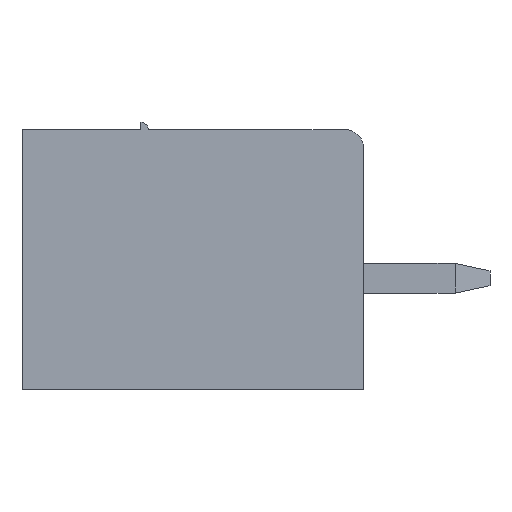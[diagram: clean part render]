
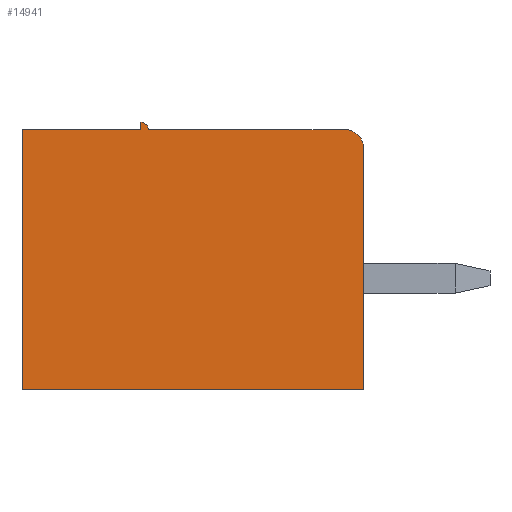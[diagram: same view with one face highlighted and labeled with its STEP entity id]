
A CAD part, left-side view. The second image highlights one B-rep face of the part: STEP entity #14941.
In plain terms, the highlighted planar face has unit normal (-1, 0, 0).
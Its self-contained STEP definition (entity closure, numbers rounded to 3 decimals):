
#229 = VERTEX_POINT ( 'NONE', #14095 ) ;
#1930 = CARTESIAN_POINT ( 'NONE',  ( 0., 0.5, 6.5 ) ) ;
#3963 = ORIENTED_EDGE ( 'NONE', *, *, #31226, .T. ) ;
#5769 = VECTOR ( 'NONE', #27085, 1000. ) ;
#5988 = VERTEX_POINT ( 'NONE', #7358 ) ;
#6742 = CARTESIAN_POINT ( 'NONE',  ( 0., 9.2, 7. ) ) ;
#6868 = ORIENTED_EDGE ( 'NONE', *, *, #9856, .F. ) ;
#7286 = EDGE_LOOP ( 'NONE', ( #35395, #15189, #6868, #31109, #33641, #25927, #21739, #3963 ) ) ;
#7358 = CARTESIAN_POINT ( 'NONE',  ( 0., 9.2, 0. ) ) ;
#7941 = VECTOR ( 'NONE', #13449, 1000. ) ;
#8083 = CARTESIAN_POINT ( 'NONE',  ( 0., 6., 7. ) ) ;
#9391 = AXIS2_PLACEMENT_3D ( 'NONE', #17667, #33681, #20008 ) ;
#9856 = EDGE_CURVE ( 'NONE', #16145, #229, #28807, .T. ) ;
#9934 = EDGE_CURVE ( 'NONE', #5988, #27652, #10230, .T. ) ;
#10151 = DIRECTION ( 'NONE',  ( 0., -1., 0. ) ) ;
#10230 = LINE ( 'NONE', #18790, #30317 ) ;
#10408 = CARTESIAN_POINT ( 'NONE',  ( 0., 6., 7.2 ) ) ;
#10627 = VECTOR ( 'NONE', #30391, 1000. ) ;
#10655 = CARTESIAN_POINT ( 'NONE',  ( 0., 9.2, 7. ) ) ;
#11044 = EDGE_CURVE ( 'NONE', #27652, #25004, #27143, .T. ) ;
#12126 = PLANE ( 'NONE',  #9391 ) ;
#12821 = DIRECTION ( 'NONE',  ( -1., 0., 0. ) ) ;
#13155 = CIRCLE ( 'NONE', #22914, 0.2 ) ;
#13449 = DIRECTION ( 'NONE',  ( 0., -1., 0. ) ) ;
#14095 = CARTESIAN_POINT ( 'NONE',  ( 0., 0.5, 7. ) ) ;
#14941 = ADVANCED_FACE ( 'NONE', ( #22668 ), #12126, .F. ) ;
#15189 = ORIENTED_EDGE ( 'NONE', *, *, #32277, .T. ) ;
#15963 = LINE ( 'NONE', #29948, #19833 ) ;
#16128 = CARTESIAN_POINT ( 'NONE',  ( 0., 9.2, 0. ) ) ;
#16145 = VERTEX_POINT ( 'NONE', #28421 ) ;
#16227 = DIRECTION ( 'NONE',  ( 0., 0., -1. ) ) ;
#17667 = CARTESIAN_POINT ( 'NONE',  ( 0., 9.2, 7. ) ) ;
#18594 = VERTEX_POINT ( 'NONE', #10408 ) ;
#18787 = DIRECTION ( 'NONE',  ( 0., 0., 1. ) ) ;
#18790 = CARTESIAN_POINT ( 'NONE',  ( 0., 9.2, 7. ) ) ;
#19833 = VECTOR ( 'NONE', #18787, 1000. ) ;
#20008 = DIRECTION ( 'NONE',  ( 0., 0., -1. ) ) ;
#20264 = VERTEX_POINT ( 'NONE', #28727 ) ;
#21004 = AXIS2_PLACEMENT_3D ( 'NONE', #1930, #12821, #16227 ) ;
#21739 = ORIENTED_EDGE ( 'NONE', *, *, #9934, .F. ) ;
#22668 = FACE_OUTER_BOUND ( 'NONE', #7286, .T. ) ;
#22914 = AXIS2_PLACEMENT_3D ( 'NONE', #34231, #34577, #24032 ) ;
#23955 = CIRCLE ( 'NONE', #21004, 0.5 ) ;
#24032 = DIRECTION ( 'NONE',  ( 0., 0., 1. ) ) ;
#25004 = VERTEX_POINT ( 'NONE', #8083 ) ;
#25477 = CARTESIAN_POINT ( 'NONE',  ( 0., 0., 0. ) ) ;
#25927 = ORIENTED_EDGE ( 'NONE', *, *, #11044, .F. ) ;
#26866 = EDGE_CURVE ( 'NONE', #18594, #25004, #35263, .T. ) ;
#27085 = DIRECTION ( 'NONE',  ( 0., -1., 0. ) ) ;
#27143 = LINE ( 'NONE', #29659, #7941 ) ;
#27652 = VERTEX_POINT ( 'NONE', #10655 ) ;
#28421 = CARTESIAN_POINT ( 'NONE',  ( 0., 5.8, 7. ) ) ;
#28727 = CARTESIAN_POINT ( 'NONE',  ( 0., 0., 6.5 ) ) ;
#28807 = LINE ( 'NONE', #6742, #33203 ) ;
#29415 = DIRECTION ( 'NONE',  ( 0., 0., 1. ) ) ;
#29659 = CARTESIAN_POINT ( 'NONE',  ( 0., 9.2, 7. ) ) ;
#29776 = LINE ( 'NONE', #16128, #5769 ) ;
#29882 = CARTESIAN_POINT ( 'NONE',  ( 0., 6., 7. ) ) ;
#29948 = CARTESIAN_POINT ( 'NONE',  ( 0., 0., 7. ) ) ;
#30317 = VECTOR ( 'NONE', #29415, 1000. ) ;
#30391 = DIRECTION ( 'NONE',  ( 0., 0., -1. ) ) ;
#30695 = EDGE_CURVE ( 'NONE', #16145, #18594, #13155, .T. ) ;
#31109 = ORIENTED_EDGE ( 'NONE', *, *, #30695, .T. ) ;
#31226 = EDGE_CURVE ( 'NONE', #5988, #31694, #29776, .T. ) ;
#31694 = VERTEX_POINT ( 'NONE', #25477 ) ;
#31944 = EDGE_CURVE ( 'NONE', #31694, #20264, #15963, .T. ) ;
#32277 = EDGE_CURVE ( 'NONE', #20264, #229, #23955, .T. ) ;
#33203 = VECTOR ( 'NONE', #10151, 1000. ) ;
#33641 = ORIENTED_EDGE ( 'NONE', *, *, #26866, .T. ) ;
#33681 = DIRECTION ( 'NONE',  ( 1., 0., 0. ) ) ;
#34231 = CARTESIAN_POINT ( 'NONE',  ( 0., 6., 7. ) ) ;
#34577 = DIRECTION ( 'NONE',  ( -1., 0., 0. ) ) ;
#35263 = LINE ( 'NONE', #29882, #10627 ) ;
#35395 = ORIENTED_EDGE ( 'NONE', *, *, #31944, .T. ) ;
